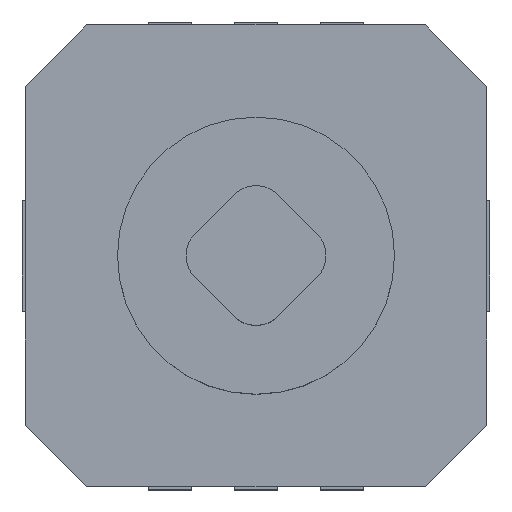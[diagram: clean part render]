
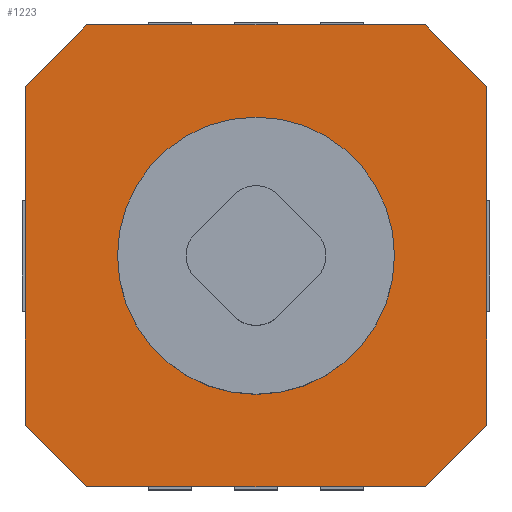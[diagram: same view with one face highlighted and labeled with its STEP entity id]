
A CAD part, top view. The second image highlights one B-rep face of the part: STEP entity #1223.
In plain terms, the highlighted planar face has unit normal (0, 0, 1).
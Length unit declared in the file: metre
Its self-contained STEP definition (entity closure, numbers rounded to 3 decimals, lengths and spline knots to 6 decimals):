
#60=FACE_BOUND('',#219,.T.);
#68=CIRCLE('',#1416,0.00225);
#142=FACE_OUTER_BOUND('',#218,.T.);
#218=EDGE_LOOP('',(#877,#878,#879,#880,#881,#882,#883,#884));
#219=EDGE_LOOP('',(#885));
#303=LINE('',#1935,#442);
#307=LINE('',#1944,#446);
#309=LINE('',#1949,#448);
#315=LINE('',#1962,#454);
#317=LINE('',#1965,#456);
#318=LINE('',#1966,#457);
#319=LINE('',#1967,#458);
#320=LINE('',#1968,#459);
#442=VECTOR('',#1561,1.);
#446=VECTOR('',#1567,1.);
#448=VECTOR('',#1571,1.);
#454=VECTOR('',#1579,1.);
#456=VECTOR('',#1583,1.);
#457=VECTOR('',#1584,1.);
#458=VECTOR('',#1585,1.);
#459=VECTOR('',#1586,1.);
#582=VERTEX_POINT('',#1932);
#583=VERTEX_POINT('',#1934);
#586=VERTEX_POINT('',#1941);
#587=VERTEX_POINT('',#1943);
#588=VERTEX_POINT('',#1947);
#589=VERTEX_POINT('',#1948);
#594=VERTEX_POINT('',#1959);
#595=VERTEX_POINT('',#1961);
#596=VERTEX_POINT('',#1969);
#692=EDGE_CURVE('',#582,#583,#303,.T.);
#696=EDGE_CURVE('',#587,#586,#307,.T.);
#698=EDGE_CURVE('',#588,#589,#309,.T.);
#704=EDGE_CURVE('',#594,#595,#315,.T.);
#706=EDGE_CURVE('',#586,#588,#317,.F.);
#707=EDGE_CURVE('',#589,#595,#318,.T.);
#708=EDGE_CURVE('',#594,#583,#319,.F.);
#709=EDGE_CURVE('',#582,#587,#320,.T.);
#710=EDGE_CURVE('',#596,#596,#68,.T.);
#877=ORIENTED_EDGE('',*,*,#696,.T.);
#878=ORIENTED_EDGE('',*,*,#706,.T.);
#879=ORIENTED_EDGE('',*,*,#698,.T.);
#880=ORIENTED_EDGE('',*,*,#707,.T.);
#881=ORIENTED_EDGE('',*,*,#704,.F.);
#882=ORIENTED_EDGE('',*,*,#708,.T.);
#883=ORIENTED_EDGE('',*,*,#692,.F.);
#884=ORIENTED_EDGE('',*,*,#709,.T.);
#885=ORIENTED_EDGE('',*,*,#710,.F.);
#1157=PLANE('',#1415);
#1223=ADVANCED_FACE('',(#142,#60),#1157,.T.);
#1415=AXIS2_PLACEMENT_3D('',#1964,#1581,#1582);
#1416=AXIS2_PLACEMENT_3D('',#1970,#1587,#1588);
#1561=DIRECTION('',(0.,-1.,0.));
#1567=DIRECTION('',(-1.,0.,0.));
#1571=DIRECTION('',(0.,-1.,0.));
#1579=DIRECTION('',(-1.,0.,0.));
#1581=DIRECTION('center_axis',(0.,0.,1.));
#1582=DIRECTION('ref_axis',(1.,0.,0.));
#1583=DIRECTION('',(0.707,0.707,0.));
#1584=DIRECTION('',(0.707,-0.707,0.));
#1585=DIRECTION('',(-0.707,-0.707,0.));
#1586=DIRECTION('',(-0.707,0.707,0.));
#1587=DIRECTION('center_axis',(0.,0.,1.));
#1588=DIRECTION('ref_axis',(1.,0.,0.));
#1932=CARTESIAN_POINT('',(0.00375,0.00275,0.0018));
#1934=CARTESIAN_POINT('',(0.00375,-0.00275,0.0018));
#1935=CARTESIAN_POINT('',(0.00375,0.,0.0018));
#1941=CARTESIAN_POINT('',(-0.00275,0.00375,0.0018));
#1943=CARTESIAN_POINT('',(0.00275,0.00375,0.0018));
#1944=CARTESIAN_POINT('',(0.,0.00375,0.0018));
#1947=CARTESIAN_POINT('',(-0.00375,0.00275,0.0018));
#1948=CARTESIAN_POINT('',(-0.00375,-0.00275,0.0018));
#1949=CARTESIAN_POINT('',(-0.00375,0.,0.0018));
#1959=CARTESIAN_POINT('',(0.00275,-0.00375,0.0018));
#1961=CARTESIAN_POINT('',(-0.00275,-0.00375,0.0018));
#1962=CARTESIAN_POINT('',(0.,-0.00375,0.0018));
#1964=CARTESIAN_POINT('Origin',(0.,0.,0.0018));
#1965=CARTESIAN_POINT('',(-0.00325,0.00325,0.0018));
#1966=CARTESIAN_POINT('',(-0.00325,-0.00325,0.0018));
#1967=CARTESIAN_POINT('',(0.00325,-0.00325,0.0018));
#1968=CARTESIAN_POINT('',(0.00325,0.00325,0.0018));
#1969=CARTESIAN_POINT('',(0.00225,0.,0.0018));
#1970=CARTESIAN_POINT('Origin',(0.,0.,0.0018));
